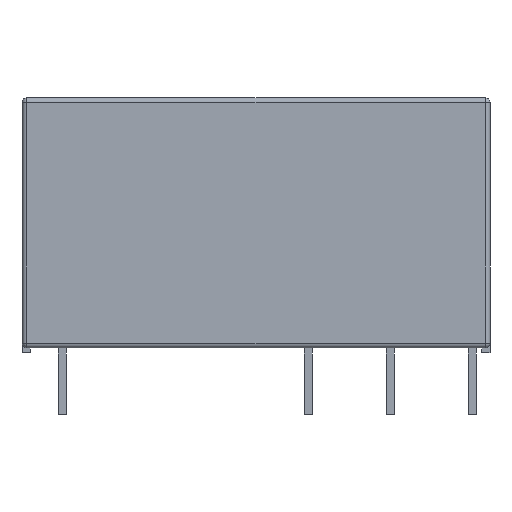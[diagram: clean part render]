
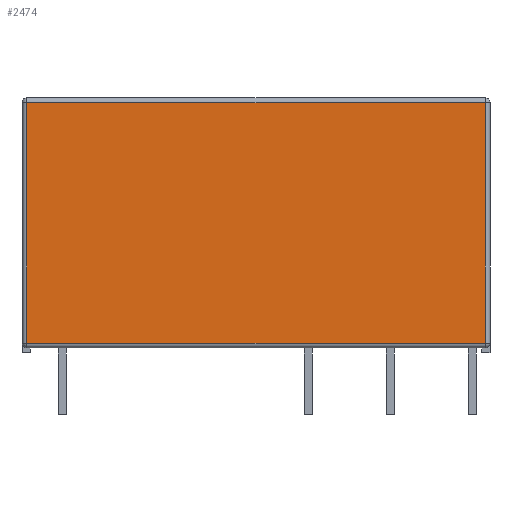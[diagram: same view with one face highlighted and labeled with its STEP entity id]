
A CAD part, front view. The second image highlights one B-rep face of the part: STEP entity #2474.
In plain terms, the highlighted planar face has unit normal (0, -1, 0).
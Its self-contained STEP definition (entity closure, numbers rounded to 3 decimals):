
#210 = LINE ( 'NONE', #11690, #413 ) ;
#413 = VECTOR ( 'NONE', #6903, 1000. ) ;
#846 = FACE_OUTER_BOUND ( 'NONE', #15389, .T. ) ;
#931 = PLANE ( 'NONE',  #13894 ) ;
#1590 = VECTOR ( 'NONE', #14035, 1000. ) ;
#1856 = ORIENTED_EDGE ( 'NONE', *, *, #8260, .T. ) ;
#2062 = CARTESIAN_POINT ( 'NONE',  ( 14.2, -6.3, 0.3 ) ) ;
#2443 = DIRECTION ( 'NONE',  ( -1., 0., 0. ) ) ;
#2474 = ADVANCED_FACE ( 'NONE', ( #846 ), #931, .F. ) ;
#2594 = ORIENTED_EDGE ( 'NONE', *, *, #14765, .T. ) ;
#3237 = ORIENTED_EDGE ( 'NONE', *, *, #7917, .T. ) ;
#3650 = CARTESIAN_POINT ( 'NONE',  ( -14.2, -6.3, 0.3 ) ) ;
#4143 = LINE ( 'NONE', #15189, #1590 ) ;
#4941 = LINE ( 'NONE', #8803, #14300 ) ;
#5010 = CARTESIAN_POINT ( 'NONE',  ( 14.2, -6.3, 15.2 ) ) ;
#5839 = CARTESIAN_POINT ( 'NONE',  ( -14.5, -6.3, 15.5 ) ) ;
#6063 = DIRECTION ( 'NONE',  ( 1., 0., 0. ) ) ;
#6551 = VERTEX_POINT ( 'NONE', #2062 ) ;
#6903 = DIRECTION ( 'NONE',  ( 0., 0., 1. ) ) ;
#7185 = ORIENTED_EDGE ( 'NONE', *, *, #15988, .T. ) ;
#7262 = LINE ( 'NONE', #9795, #13918 ) ;
#7917 = EDGE_CURVE ( 'NONE', #7934, #9963, #7262, .T. ) ;
#7934 = VERTEX_POINT ( 'NONE', #5010 ) ;
#8260 = EDGE_CURVE ( 'NONE', #6551, #7934, #210, .T. ) ;
#8360 = DIRECTION ( 'NONE',  ( 0., 0., 1. ) ) ;
#8803 = CARTESIAN_POINT ( 'NONE',  ( -14.5, -6.3, 0.3 ) ) ;
#9795 = CARTESIAN_POINT ( 'NONE',  ( -14.5, -6.3, 15.2 ) ) ;
#9963 = VERTEX_POINT ( 'NONE', #12153 ) ;
#10369 = VERTEX_POINT ( 'NONE', #3650 ) ;
#10794 = DIRECTION ( 'NONE',  ( 0., 1., 0. ) ) ;
#11690 = CARTESIAN_POINT ( 'NONE',  ( 14.2, -6.3, 15.5 ) ) ;
#12153 = CARTESIAN_POINT ( 'NONE',  ( -14.2, -6.3, 15.2 ) ) ;
#13894 = AXIS2_PLACEMENT_3D ( 'NONE', #5839, #10794, #8360 ) ;
#13918 = VECTOR ( 'NONE', #2443, 1000. ) ;
#14035 = DIRECTION ( 'NONE',  ( 0., 0., -1. ) ) ;
#14300 = VECTOR ( 'NONE', #6063, 1000. ) ;
#14765 = EDGE_CURVE ( 'NONE', #9963, #10369, #4143, .T. ) ;
#15189 = CARTESIAN_POINT ( 'NONE',  ( -14.2, -6.3, 15.5 ) ) ;
#15389 = EDGE_LOOP ( 'NONE', ( #3237, #2594, #7185, #1856 ) ) ;
#15988 = EDGE_CURVE ( 'NONE', #10369, #6551, #4941, .T. ) ;
